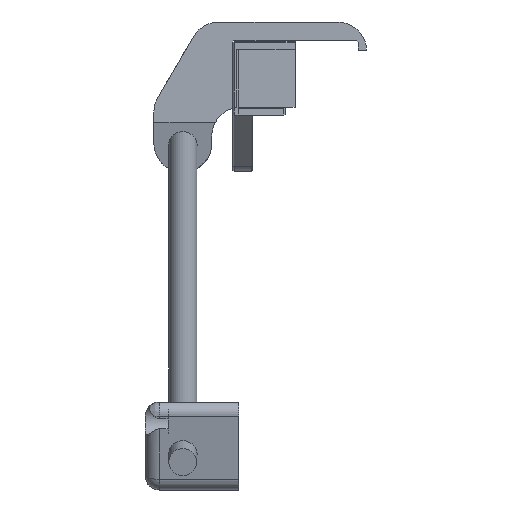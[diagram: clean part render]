
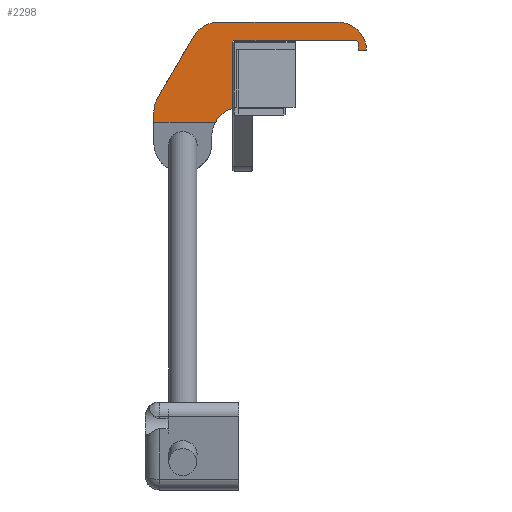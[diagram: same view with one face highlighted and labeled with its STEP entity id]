
A CAD part, front view. The second image highlights one B-rep face of the part: STEP entity #2298.
In plain terms, the highlighted planar face has unit normal (0, -1, 0).
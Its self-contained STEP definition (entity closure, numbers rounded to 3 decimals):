
#88=PLANE('',#2476);
#177=FACE_OUTER_BOUND('',#314,.T.);
#314=EDGE_LOOP('',(#1625,#1626,#1627,#1628,#1629,#1630,#1631,#1632,#1633,
#1634,#1635,#1636,#1637,#1638));
#483=LINE('',#3398,#713);
#484=LINE('',#3400,#714);
#485=LINE('',#3402,#715);
#486=LINE('',#3403,#716);
#487=LINE('',#3405,#717);
#488=LINE('',#3409,#718);
#489=LINE('',#3413,#719);
#490=LINE('',#3415,#720);
#491=LINE('',#3419,#721);
#492=LINE('',#3420,#722);
#713=VECTOR('',#2727,10.);
#714=VECTOR('',#2728,10.);
#715=VECTOR('',#2729,10.);
#716=VECTOR('',#2730,10.);
#717=VECTOR('',#2731,10.);
#718=VECTOR('',#2734,10.);
#719=VECTOR('',#2737,10.);
#720=VECTOR('',#2738,10.);
#721=VECTOR('',#2741,10.);
#722=VECTOR('',#2742,10.);
#932=CIRCLE('',#2466,10.25);
#939=CIRCLE('',#2477,10.25);
#940=CIRCLE('',#2478,10.25);
#941=CIRCLE('',#2479,10.25);
#1034=VERTEX_POINT('',#3334);
#1035=VERTEX_POINT('',#3336);
#1056=VERTEX_POINT('',#3396);
#1057=VERTEX_POINT('',#3397);
#1058=VERTEX_POINT('',#3399);
#1059=VERTEX_POINT('',#3401);
#1060=VERTEX_POINT('',#3404);
#1061=VERTEX_POINT('',#3406);
#1062=VERTEX_POINT('',#3408);
#1063=VERTEX_POINT('',#3410);
#1064=VERTEX_POINT('',#3412);
#1065=VERTEX_POINT('',#3414);
#1066=VERTEX_POINT('',#3416);
#1067=VERTEX_POINT('',#3418);
#1251=EDGE_CURVE('',#1034,#1035,#932,.T.);
#1276=EDGE_CURVE('',#1056,#1057,#483,.F.);
#1277=EDGE_CURVE('',#1056,#1058,#484,.T.);
#1278=EDGE_CURVE('',#1059,#1058,#485,.T.);
#1279=EDGE_CURVE('',#1059,#1035,#486,.T.);
#1280=EDGE_CURVE('',#1060,#1034,#487,.T.);
#1281=EDGE_CURVE('',#1061,#1060,#939,.T.);
#1282=EDGE_CURVE('',#1062,#1061,#488,.T.);
#1283=EDGE_CURVE('',#1063,#1062,#940,.T.);
#1284=EDGE_CURVE('',#1064,#1063,#489,.T.);
#1285=EDGE_CURVE('',#1064,#1065,#490,.T.);
#1286=EDGE_CURVE('',#1065,#1066,#941,.F.);
#1287=EDGE_CURVE('',#1067,#1066,#491,.F.);
#1288=EDGE_CURVE('',#1057,#1067,#492,.T.);
#1625=ORIENTED_EDGE('',*,*,#1276,.F.);
#1626=ORIENTED_EDGE('',*,*,#1277,.T.);
#1627=ORIENTED_EDGE('',*,*,#1278,.F.);
#1628=ORIENTED_EDGE('',*,*,#1279,.T.);
#1629=ORIENTED_EDGE('',*,*,#1251,.F.);
#1630=ORIENTED_EDGE('',*,*,#1280,.F.);
#1631=ORIENTED_EDGE('',*,*,#1281,.F.);
#1632=ORIENTED_EDGE('',*,*,#1282,.F.);
#1633=ORIENTED_EDGE('',*,*,#1283,.F.);
#1634=ORIENTED_EDGE('',*,*,#1284,.F.);
#1635=ORIENTED_EDGE('',*,*,#1285,.T.);
#1636=ORIENTED_EDGE('',*,*,#1286,.T.);
#1637=ORIENTED_EDGE('',*,*,#1287,.F.);
#1638=ORIENTED_EDGE('',*,*,#1288,.F.);
#2298=ADVANCED_FACE('',(#177),#88,.T.);
#2466=AXIS2_PLACEMENT_3D('',#3337,#2690,#2691);
#2476=AXIS2_PLACEMENT_3D('',#3395,#2725,#2726);
#2477=AXIS2_PLACEMENT_3D('',#3407,#2732,#2733);
#2478=AXIS2_PLACEMENT_3D('',#3411,#2735,#2736);
#2479=AXIS2_PLACEMENT_3D('',#3417,#2739,#2740);
#2690=DIRECTION('center_axis',(0.,1.,0.));
#2691=DIRECTION('ref_axis',(1.,0.,0.024));
#2725=DIRECTION('center_axis',(0.,-1.,0.));
#2726=DIRECTION('ref_axis',(1.,0.,0.));
#2727=DIRECTION('',(1.,0.,0.));
#2728=DIRECTION('',(0.707,0.,-0.707));
#2729=DIRECTION('',(0.,0.,1.));
#2730=DIRECTION('',(1.,0.,0.));
#2731=DIRECTION('',(1.,0.,0.));
#2732=DIRECTION('center_axis',(0.,1.,0.));
#2733=DIRECTION('ref_axis',(-0.497,0.,0.868));
#2734=DIRECTION('',(0.506,0.,0.863));
#2735=DIRECTION('center_axis',(0.,1.,0.));
#2736=DIRECTION('ref_axis',(-0.965,0.,0.262));
#2737=DIRECTION('',(0.,0.,1.));
#2738=DIRECTION('',(1.,0.,0.));
#2739=DIRECTION('center_axis',(0.,-1.,0.));
#2740=DIRECTION('ref_axis',(-0.094,0.,0.996));
#2741=DIRECTION('',(0.,0.,1.));
#2742=DIRECTION('',(-0.707,0.,-0.707));
#3334=CARTESIAN_POINT('',(-130.247,440.,30.));
#3336=CARTESIAN_POINT('',(-120.,440.,20.));
#3337=CARTESIAN_POINT('Origin',(-130.247,440.,19.75));
#3395=CARTESIAN_POINT('Origin',(-195.,440.,20.));
#3396=CARTESIAN_POINT('',(-123.617,440.,23.4));
#3397=CARTESIAN_POINT('',(-166.783,440.,23.4));
#3398=CARTESIAN_POINT('',(-180.1,440.,23.4));
#3399=CARTESIAN_POINT('',(-123.,440.,22.783));
#3400=CARTESIAN_POINT('',(-140.459,440.,40.241));
#3401=CARTESIAN_POINT('',(-123.,440.,20.));
#3402=CARTESIAN_POINT('',(-123.,440.,10.075));
#3403=CARTESIAN_POINT('',(-195.,440.,20.));
#3404=CARTESIAN_POINT('',(-172.127,440.,30.));
#3405=CARTESIAN_POINT('',(-195.,440.,30.));
#3406=CARTESIAN_POINT('',(-180.97,440.,24.934));
#3407=CARTESIAN_POINT('Origin',(-172.127,440.,19.75));
#3408=CARTESIAN_POINT('',(-193.593,440.,3.401));
#3409=CARTESIAN_POINT('',(-186.605,440.,15.32));
#3410=CARTESIAN_POINT('',(-195.,440.,-1.783));
#3411=CARTESIAN_POINT('Origin',(-184.75,440.,-1.783));
#3412=CARTESIAN_POINT('',(-195.,440.,-5.316));
#3413=CARTESIAN_POINT('',(-195.,440.,20.));
#3414=CARTESIAN_POINT('',(-173.343,440.,-5.316));
#3415=CARTESIAN_POINT('',(-176.289,440.,-5.316));
#3416=CARTESIAN_POINT('',(-167.4,440.,-0.424));
#3417=CARTESIAN_POINT('Origin',(-164.334,440.,-10.204));
#3418=CARTESIAN_POINT('',(-167.4,440.,22.783));
#3419=CARTESIAN_POINT('',(-167.4,440.,10.075));
#3420=CARTESIAN_POINT('',(-174.841,440.,15.341));
